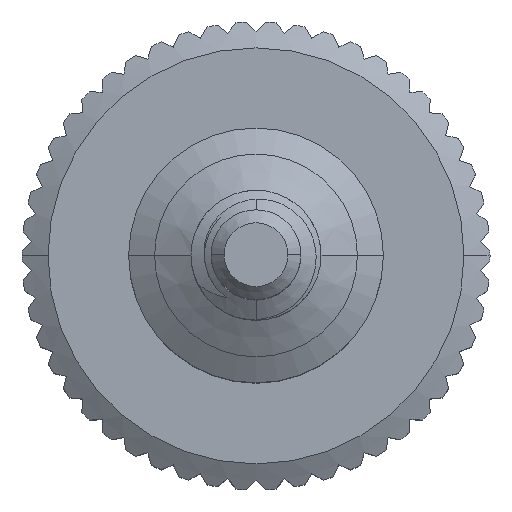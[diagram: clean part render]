
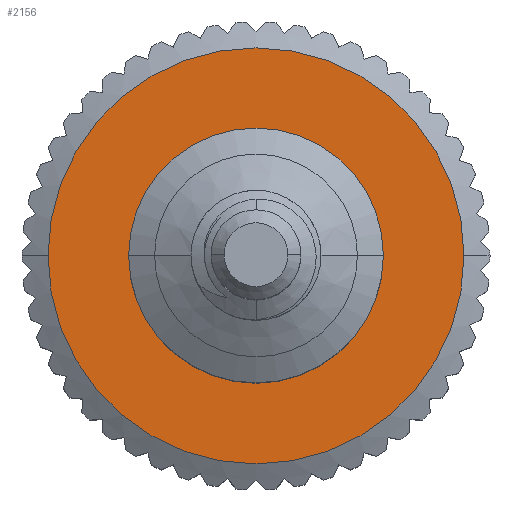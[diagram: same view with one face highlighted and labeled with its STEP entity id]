
A CAD part, top view. The second image highlights one B-rep face of the part: STEP entity #2156.
In plain terms, the highlighted planar face has unit normal (0, 0, 1).
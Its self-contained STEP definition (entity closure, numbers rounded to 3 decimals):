
#350 = DIRECTION ( 'NONE',  ( 0., 0., 1. ) ) ;
#437 = DIRECTION ( 'NONE',  ( 0., 0., 1. ) ) ;
#697 = ORIENTED_EDGE ( 'NONE', *, *, #2958, .T. ) ;
#751 = DIRECTION ( 'NONE',  ( 0., 0., -1. ) ) ;
#1255 = AXIS2_PLACEMENT_3D ( 'NONE', #7688, #437, #4677 ) ;
#1268 = CARTESIAN_POINT ( 'NONE',  ( 0., 0., -10. ) ) ;
#1287 = DIRECTION ( 'NONE',  ( -1., 0., 0. ) ) ;
#1439 = AXIS2_PLACEMENT_3D ( 'NONE', #4758, #751, #1287 ) ;
#1957 = CIRCLE ( 'NONE', #4602, 8. ) ;
#2156 = ADVANCED_FACE ( 'NONE', ( #3150, #2425 ), #2678, .T. ) ;
#2279 = VERTEX_POINT ( 'NONE', #3460 ) ;
#2289 = CIRCLE ( 'NONE', #1255, 8. ) ;
#2425 = FACE_BOUND ( 'NONE', #7071, .T. ) ;
#2556 = VERTEX_POINT ( 'NONE', #2968 ) ;
#2678 = PLANE ( 'NONE',  #5653 ) ;
#2958 = EDGE_CURVE ( 'NONE', #5064, #2279, #5072, .T. ) ;
#2968 = CARTESIAN_POINT ( 'NONE',  ( 8., 0., -10. ) ) ;
#3004 = EDGE_LOOP ( 'NONE', ( #3765, #3494 ) ) ;
#3150 = FACE_OUTER_BOUND ( 'NONE', #3004, .T. ) ;
#3263 = CIRCLE ( 'NONE', #1439, 4.9 ) ;
#3449 = CARTESIAN_POINT ( 'NONE',  ( 0., 0., -10. ) ) ;
#3460 = CARTESIAN_POINT ( 'NONE',  ( -4.9, 0., -10. ) ) ;
#3494 = ORIENTED_EDGE ( 'NONE', *, *, #6034, .T. ) ;
#3726 = DIRECTION ( 'NONE',  ( 0., 0., -1. ) ) ;
#3748 = DIRECTION ( 'NONE',  ( -1., 0., 0. ) ) ;
#3765 = ORIENTED_EDGE ( 'NONE', *, *, #7456, .T. ) ;
#3944 = DIRECTION ( 'NONE',  ( 0., 0., 1. ) ) ;
#4602 = AXIS2_PLACEMENT_3D ( 'NONE', #3449, #350, #6990 ) ;
#4677 = DIRECTION ( 'NONE',  ( 1., 0., 0. ) ) ;
#4758 = CARTESIAN_POINT ( 'NONE',  ( 0., 0., -10. ) ) ;
#5064 = VERTEX_POINT ( 'NONE', #6810 ) ;
#5072 = CIRCLE ( 'NONE', #7030, 4.9 ) ;
#5653 = AXIS2_PLACEMENT_3D ( 'NONE', #6937, #3944, #5675 ) ;
#5675 = DIRECTION ( 'NONE',  ( 1., 0., 0. ) ) ;
#6034 = EDGE_CURVE ( 'NONE', #2556, #7085, #1957, .T. ) ;
#6077 = CARTESIAN_POINT ( 'NONE',  ( -8., 0., -10. ) ) ;
#6672 = EDGE_CURVE ( 'NONE', #2279, #5064, #3263, .T. ) ;
#6810 = CARTESIAN_POINT ( 'NONE',  ( 4.9, 0., -10. ) ) ;
#6937 = CARTESIAN_POINT ( 'NONE',  ( 0., 4.9, -10. ) ) ;
#6990 = DIRECTION ( 'NONE',  ( 1., 0., 0. ) ) ;
#7030 = AXIS2_PLACEMENT_3D ( 'NONE', #1268, #3726, #3748 ) ;
#7071 = EDGE_LOOP ( 'NONE', ( #7175, #697 ) ) ;
#7085 = VERTEX_POINT ( 'NONE', #6077 ) ;
#7175 = ORIENTED_EDGE ( 'NONE', *, *, #6672, .T. ) ;
#7456 = EDGE_CURVE ( 'NONE', #7085, #2556, #2289, .T. ) ;
#7688 = CARTESIAN_POINT ( 'NONE',  ( 0., 0., -10. ) ) ;
